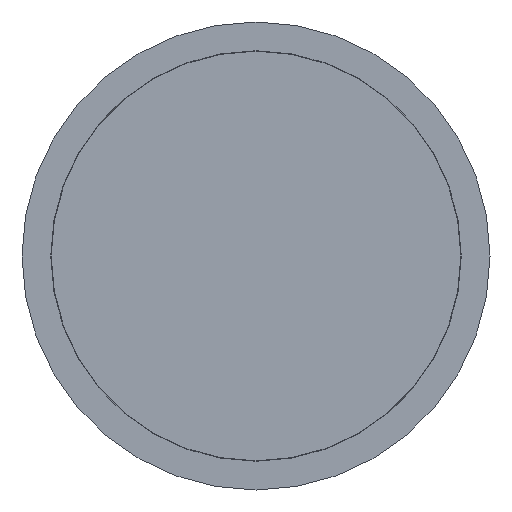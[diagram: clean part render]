
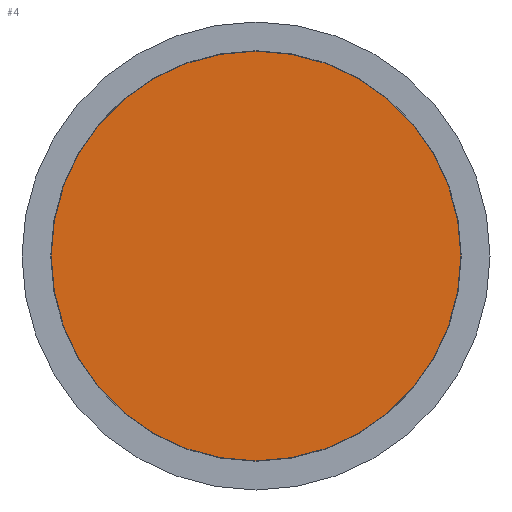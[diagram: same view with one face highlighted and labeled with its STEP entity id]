
A CAD part, front view. The second image highlights one B-rep face of the part: STEP entity #4.
In plain terms, the highlighted planar face has unit normal (0, -1, 0).
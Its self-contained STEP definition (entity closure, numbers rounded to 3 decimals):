
#4 = ADVANCED_FACE ( 'NONE', ( #18 ), #187, .F. ) ;
#6 = CARTESIAN_POINT ( 'NONE',  ( 0., -5., 0. ) ) ;
#7 = EDGE_CURVE ( 'NONE', #74, #130, #75, .T. ) ;
#8 = DIRECTION ( 'NONE',  ( 0., 1., 0. ) ) ;
#18 = FACE_OUTER_BOUND ( 'NONE', #141, .T. ) ;
#24 = DIRECTION ( 'NONE',  ( 0., 1., 0. ) ) ;
#28 = CARTESIAN_POINT ( 'NONE',  ( 0., -5., 0. ) ) ;
#36 = ORIENTED_EDGE ( 'NONE', *, *, #7, .F. ) ;
#62 = CIRCLE ( 'NONE', #185, 43.763 ) ;
#68 = DIRECTION ( 'NONE',  ( 0., 0., 1. ) ) ;
#74 = VERTEX_POINT ( 'NONE', #140 ) ;
#75 = CIRCLE ( 'NONE', #98, 43.763 ) ;
#85 = DIRECTION ( 'NONE',  ( 0., 1., 0. ) ) ;
#87 = CARTESIAN_POINT ( 'NONE',  ( 0., -5., 0. ) ) ;
#89 = DIRECTION ( 'NONE',  ( 0., 0., 1. ) ) ;
#98 = AXIS2_PLACEMENT_3D ( 'NONE', #87, #85, #155 ) ;
#105 = ORIENTED_EDGE ( 'NONE', *, *, #184, .F. ) ;
#126 = CARTESIAN_POINT ( 'NONE',  ( 0., -5., 43.763 ) ) ;
#130 = VERTEX_POINT ( 'NONE', #126 ) ;
#140 = CARTESIAN_POINT ( 'NONE',  ( 0., -5., -43.763 ) ) ;
#141 = EDGE_LOOP ( 'NONE', ( #105, #36 ) ) ;
#155 = DIRECTION ( 'NONE',  ( 0., 0., 1. ) ) ;
#173 = AXIS2_PLACEMENT_3D ( 'NONE', #28, #24, #89 ) ;
#184 = EDGE_CURVE ( 'NONE', #130, #74, #62, .T. ) ;
#185 = AXIS2_PLACEMENT_3D ( 'NONE', #6, #8, #68 ) ;
#187 = PLANE ( 'NONE',  #173 ) ;
